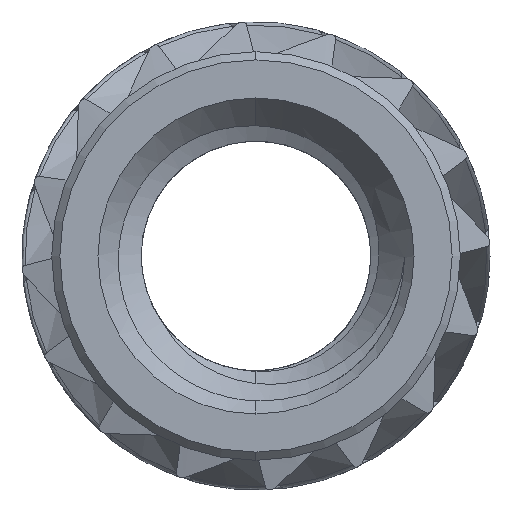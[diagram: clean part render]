
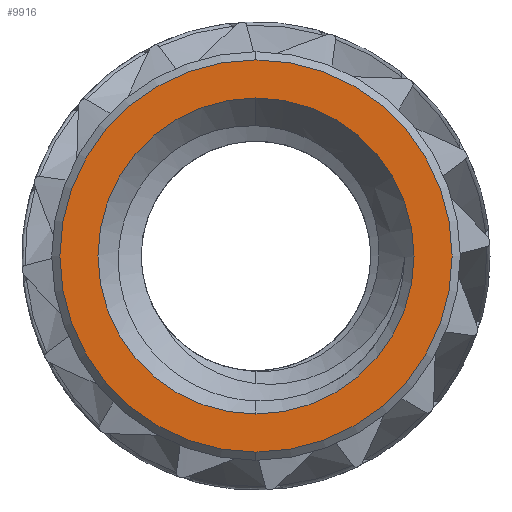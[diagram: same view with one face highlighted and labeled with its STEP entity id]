
A CAD part, front view. The second image highlights one B-rep face of the part: STEP entity #9916.
In plain terms, the highlighted planar face has unit normal (0, -1, 0).
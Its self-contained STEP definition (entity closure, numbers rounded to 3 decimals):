
#116 = VERTEX_POINT ( 'NONE', #888 ) ;
#325 = EDGE_LOOP ( 'NONE', ( #15279, #2364 ) ) ;
#855 = CARTESIAN_POINT ( 'NONE',  ( 2.75, -2.35, 0. ) ) ;
#888 = CARTESIAN_POINT ( 'NONE',  ( 0., -2.35, -2.127 ) ) ;
#958 = FACE_BOUND ( 'NONE', #8536, .T. ) ;
#1232 = CIRCLE ( 'NONE', #18177, 2.127 ) ;
#1370 = CARTESIAN_POINT ( 'NONE',  ( 0., -2.35, 0. ) ) ;
#1418 = DIRECTION ( 'NONE',  ( 0., -1., 0. ) ) ;
#1590 = AXIS2_PLACEMENT_3D ( 'NONE', #8407, #19413, #5598 ) ;
#1919 = CIRCLE ( 'NONE', #2913, 2.64 ) ;
#2224 = AXIS2_PLACEMENT_3D ( 'NONE', #855, #8975, #16663 ) ;
#2364 = ORIENTED_EDGE ( 'NONE', *, *, #15855, .T. ) ;
#2913 = AXIS2_PLACEMENT_3D ( 'NONE', #1370, #7724, #14042 ) ;
#3291 = VERTEX_POINT ( 'NONE', #18153 ) ;
#3891 = AXIS2_PLACEMENT_3D ( 'NONE', #20234, #1418, #14193 ) ;
#5310 = EDGE_CURVE ( 'NONE', #9904, #116, #5891, .T. ) ;
#5447 = FACE_OUTER_BOUND ( 'NONE', #325, .T. ) ;
#5598 = DIRECTION ( 'NONE',  ( 0., 0., -1. ) ) ;
#5891 = CIRCLE ( 'NONE', #3891, 2.127 ) ;
#6189 = CARTESIAN_POINT ( 'NONE',  ( 0., -2.35, -2.64 ) ) ;
#7724 = DIRECTION ( 'NONE',  ( 0., -1., 0. ) ) ;
#8407 = CARTESIAN_POINT ( 'NONE',  ( 0., -2.35, 0. ) ) ;
#8452 = DIRECTION ( 'NONE',  ( 0., -1., 0. ) ) ;
#8536 = EDGE_LOOP ( 'NONE', ( #16402, #11773 ) ) ;
#8975 = DIRECTION ( 'NONE',  ( 0., -1., 0. ) ) ;
#9679 = VERTEX_POINT ( 'NONE', #6189 ) ;
#9904 = VERTEX_POINT ( 'NONE', #15197 ) ;
#9916 = ADVANCED_FACE ( 'NONE', ( #958, #5447 ), #13639, .T. ) ;
#10537 = EDGE_CURVE ( 'NONE', #116, #9904, #1232, .T. ) ;
#10576 = CIRCLE ( 'NONE', #1590, 2.64 ) ;
#11581 = EDGE_CURVE ( 'NONE', #3291, #9679, #1919, .T. ) ;
#11773 = ORIENTED_EDGE ( 'NONE', *, *, #5310, .F. ) ;
#13639 = PLANE ( 'NONE',  #2224 ) ;
#14042 = DIRECTION ( 'NONE',  ( 0., 0., -1. ) ) ;
#14193 = DIRECTION ( 'NONE',  ( 0., 0., -1. ) ) ;
#14569 = CARTESIAN_POINT ( 'NONE',  ( 0., -2.35, 0. ) ) ;
#15197 = CARTESIAN_POINT ( 'NONE',  ( 0., -2.35, 2.127 ) ) ;
#15279 = ORIENTED_EDGE ( 'NONE', *, *, #11581, .T. ) ;
#15855 = EDGE_CURVE ( 'NONE', #9679, #3291, #10576, .T. ) ;
#16338 = DIRECTION ( 'NONE',  ( 0., 0., -1. ) ) ;
#16402 = ORIENTED_EDGE ( 'NONE', *, *, #10537, .F. ) ;
#16663 = DIRECTION ( 'NONE',  ( 0., 0., -1. ) ) ;
#18153 = CARTESIAN_POINT ( 'NONE',  ( 0., -2.35, 2.64 ) ) ;
#18177 = AXIS2_PLACEMENT_3D ( 'NONE', #14569, #8452, #16338 ) ;
#19413 = DIRECTION ( 'NONE',  ( 0., -1., 0. ) ) ;
#20234 = CARTESIAN_POINT ( 'NONE',  ( 0., -2.35, 0. ) ) ;
